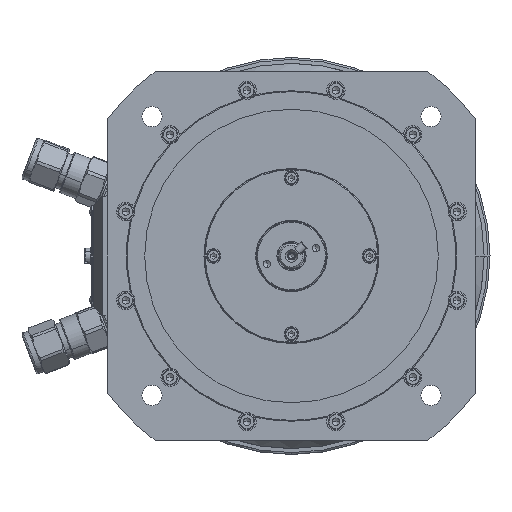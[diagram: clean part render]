
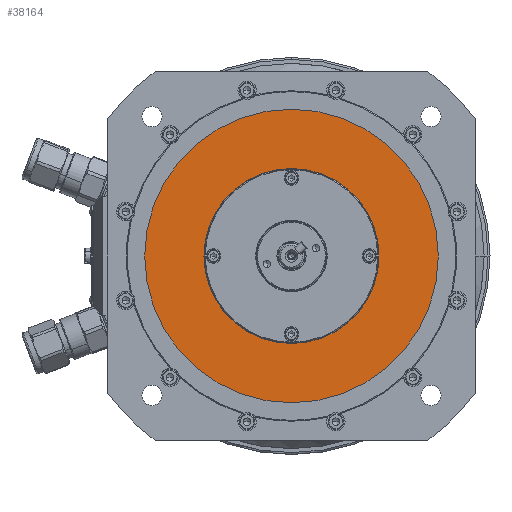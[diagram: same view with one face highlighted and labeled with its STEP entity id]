
A CAD part, left-side view. The second image highlights one B-rep face of the part: STEP entity #38164.
In plain terms, the highlighted planar face has unit normal (-1, 0, 0).
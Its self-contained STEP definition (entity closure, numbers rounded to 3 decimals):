
#11153=CARTESIAN_POINT('',(-12.498,0.,47.7));
#11154=VERTEX_POINT('',#11153);
#11179=CARTESIAN_POINT('',(-12.498,0.,-47.7));
#11180=VERTEX_POINT('',#11179);
#11187=CARTESIAN_POINT('',(-12.498,0.,0.));
#11188=DIRECTION('',(-1.0,0.0,0.0));
#11189=DIRECTION('',(0.0,0.0,1.0));
#11190=AXIS2_PLACEMENT_3D('',#11187,#11188,#11189);
#11191=CIRCLE('',#11190,47.7);
#11192=EDGE_CURVE('',#11180,#11154,#11191,.T.);
#11456=CARTESIAN_POINT('',(-12.498,0.,-80.0));
#11457=VERTEX_POINT('',#11456);
#11473=CARTESIAN_POINT('',(-12.498,0.,80.0));
#11474=VERTEX_POINT('',#11473);
#11481=CARTESIAN_POINT('',(-12.498,0.,0.));
#11482=DIRECTION('',(-1.0,0.0,0.0));
#11483=DIRECTION('',(0.0,0.0,-1.0));
#11484=AXIS2_PLACEMENT_3D('',#11481,#11482,#11483);
#11485=CIRCLE('',#11484,80.0);
#11486=EDGE_CURVE('',#11457,#11474,#11485,.T.);
#37616=CARTESIAN_POINT('',(-12.498,0.,0.));
#37617=DIRECTION('',(-1.0,0.0,0.0));
#37618=DIRECTION('',(0.0,0.0,-1.0));
#37619=AXIS2_PLACEMENT_3D('',#37616,#37617,#37618);
#37620=CIRCLE('',#37619,80.0);
#37621=EDGE_CURVE('',#11474,#11457,#37620,.T.);
#38138=CARTESIAN_POINT('',(-12.498,0.,0.));
#38139=DIRECTION('',(-1.0,0.0,0.0));
#38140=DIRECTION('',(0.0,0.0,1.0));
#38141=AXIS2_PLACEMENT_3D('',#38138,#38139,#38140);
#38142=CIRCLE('',#38141,47.7);
#38143=EDGE_CURVE('',#11154,#11180,#38142,.T.);
#38151=CARTESIAN_POINT('',(-12.498,0.,0.));
#38152=DIRECTION('',(1.0,0.0,0.0));
#38153=DIRECTION('',(0.0,0.0,-1.0));
#38154=AXIS2_PLACEMENT_3D('',#38151,#38152,#38153);
#38155=PLANE('',#38154);
#38156=ORIENTED_EDGE('',*,*,#37621,.T.);
#38157=ORIENTED_EDGE('',*,*,#11486,.T.);
#38158=EDGE_LOOP('',(#38156,#38157));
#38159=FACE_OUTER_BOUND('',#38158,.T.);
#38160=ORIENTED_EDGE('',*,*,#11192,.F.);
#38161=ORIENTED_EDGE('',*,*,#38143,.F.);
#38162=EDGE_LOOP('',(#38160,#38161));
#38163=FACE_BOUND('',#38162,.T.);
#38164=ADVANCED_FACE('',(#38159,#38163),#38155,.F.);
